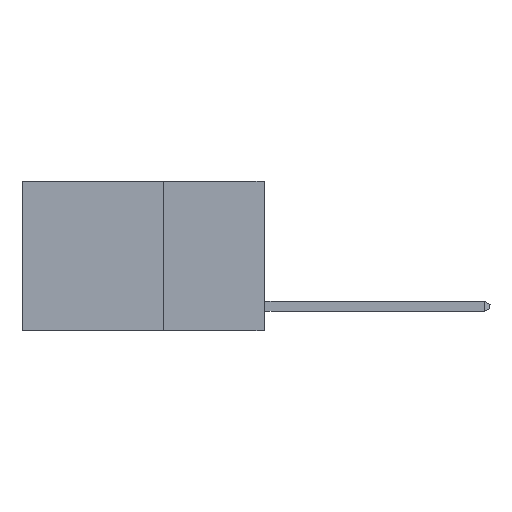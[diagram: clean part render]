
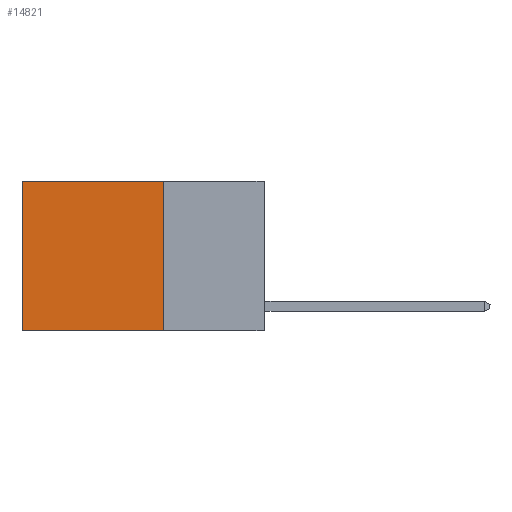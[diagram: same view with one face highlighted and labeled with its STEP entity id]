
A CAD part, left-side view. The second image highlights one B-rep face of the part: STEP entity #14821.
In plain terms, the highlighted planar face has unit normal (-1, 0, 0).
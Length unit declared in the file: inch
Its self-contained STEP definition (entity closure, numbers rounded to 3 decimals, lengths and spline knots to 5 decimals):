
#16 = EDGE_CURVE ( 'NONE', #6417, #14869, #15801, .T. ) ;
#289 = LINE ( 'NONE', #10076, #14647 ) ;
#309 = FACE_OUTER_BOUND ( 'NONE', #10948, .T. ) ;
#444 = DIRECTION ( 'NONE',  ( 0., 1., 0. ) ) ;
#1506 = ORIENTED_EDGE ( 'NONE', *, *, #3554, .F. ) ;
#1566 = CARTESIAN_POINT ( 'NONE',  ( 0.2625, 0.6, 0. ) ) ;
#1650 = CARTESIAN_POINT ( 'NONE',  ( 0.2625, 0.25, 0. ) ) ;
#2109 = CARTESIAN_POINT ( 'NONE',  ( 0.2625, 0.6, -0.37 ) ) ;
#2872 = DIRECTION ( 'NONE',  ( 0., 1., 0. ) ) ;
#3281 = CARTESIAN_POINT ( 'NONE',  ( 0.2625, 0.25, -0.37 ) ) ;
#3554 = EDGE_CURVE ( 'NONE', #14786, #6416, #16708, .T. ) ;
#6028 = ORIENTED_EDGE ( 'NONE', *, *, #16, .T. ) ;
#6104 = CARTESIAN_POINT ( 'NONE',  ( 0.2625, 0.25, 0. ) ) ;
#6416 = VERTEX_POINT ( 'NONE', #3281 ) ;
#6417 = VERTEX_POINT ( 'NONE', #1566 ) ;
#7456 = VECTOR ( 'NONE', #16044, 39.37008 ) ;
#7461 = DIRECTION ( 'NONE',  ( 0., 0., -1. ) ) ;
#8530 = VECTOR ( 'NONE', #11338, 39.37008 ) ;
#8910 = EDGE_CURVE ( 'NONE', #6416, #14869, #17705, .T. ) ;
#9401 = ORIENTED_EDGE ( 'NONE', *, *, #13901, .T. ) ;
#9523 = CARTESIAN_POINT ( 'NONE',  ( 0.2625, 0.25, 0. ) ) ;
#10076 = CARTESIAN_POINT ( 'NONE',  ( 0.2625, 0.25, 0. ) ) ;
#10118 = CARTESIAN_POINT ( 'NONE',  ( 0.2625, 0.6, 0. ) ) ;
#10948 = EDGE_LOOP ( 'NONE', ( #6028, #12876, #1506, #9401 ) ) ;
#11338 = DIRECTION ( 'NONE',  ( 0., 0., -1. ) ) ;
#12876 = ORIENTED_EDGE ( 'NONE', *, *, #8910, .F. ) ;
#13015 = VECTOR ( 'NONE', #444, 39.37008 ) ;
#13269 = CARTESIAN_POINT ( 'NONE',  ( 0.2625, 0.25, -0.37 ) ) ;
#13456 = AXIS2_PLACEMENT_3D ( 'NONE', #6104, #14640, #7461 ) ;
#13901 = EDGE_CURVE ( 'NONE', #14786, #6417, #289, .T. ) ;
#14640 = DIRECTION ( 'NONE',  ( 1., 0., 0. ) ) ;
#14647 = VECTOR ( 'NONE', #2872, 39.37008 ) ;
#14786 = VERTEX_POINT ( 'NONE', #1650 ) ;
#14821 = ADVANCED_FACE ( 'NONE', ( #309 ), #16063, .F. ) ;
#14869 = VERTEX_POINT ( 'NONE', #2109 ) ;
#15801 = LINE ( 'NONE', #10118, #8530 ) ;
#16044 = DIRECTION ( 'NONE',  ( 0., 0., -1. ) ) ;
#16063 = PLANE ( 'NONE',  #13456 ) ;
#16708 = LINE ( 'NONE', #9523, #7456 ) ;
#17705 = LINE ( 'NONE', #13269, #13015 ) ;
